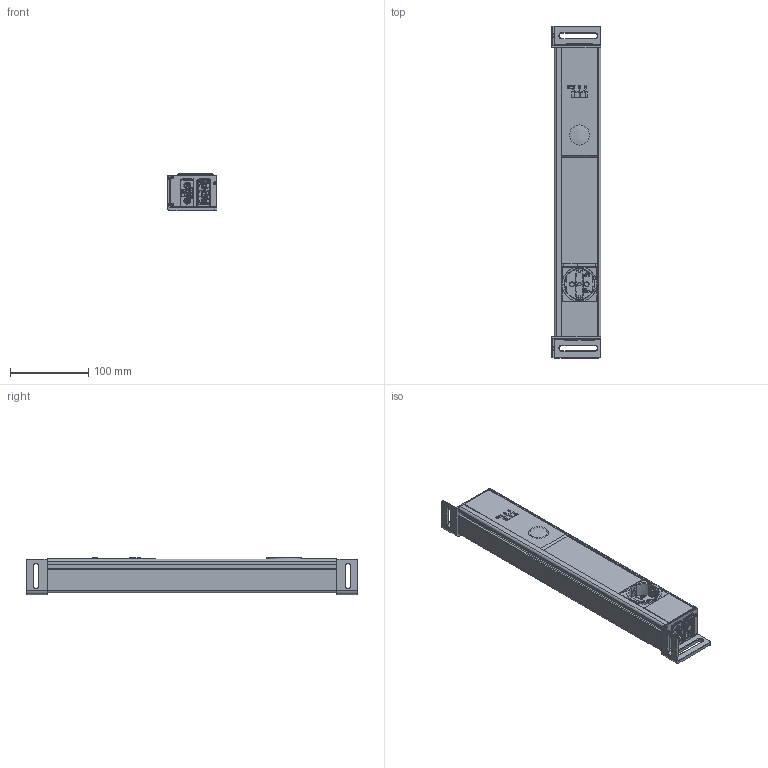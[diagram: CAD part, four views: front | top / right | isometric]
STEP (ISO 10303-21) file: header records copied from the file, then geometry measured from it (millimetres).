
FILE_DESCRIPTION(/* description */ (''),/* implementation_level */ '2;1');
FILE_NAME(/* name */ '110346_LED-A-325-ST-E-VK.stp',/* time_stamp */ '2022-10-14T17:43:55+02:00',/* author */ ('CAD'),/* organization */ (''),/* preprocessor_version */ 'ST-DEVELOPER v15.6',/* originating_system */ 'Autodesk Inventor 2015',/* authorisation */ '');
FILE_SCHEMA (('AUTOMOTIVE_DESIGN { 1 0 10303 214 3 1 1 }'));
Products named in the file (1): 110346_LED-A-325-ST-E-VK_Shrinkwrap_1
Bounding box: 64 x 425 x 47.7 mm (x, y, z)
Surface area: 181406.6 mm2 (no closed solid volume)
Topology: 0 solids, 99 shells, 2065 faces, 7048 edges, 5043 vertices
Faces by surface type: plane 1575, cylinder 365, bspline 62, cone 45, sphere 16, torus 2
Full cylindrical faces by diameter (mm): 2.797 x1, 2.8 x2, 5.5 x2, 36.995 x1
Entity records: 81863 total; most frequent: CARTESIAN_POINT 20541, ORIENTED_EDGE 12083, DIRECTION 11875, EDGE_CURVE 7021, LINE 5577, VECTOR 5577, VERTEX_POINT 5040, AXIS2_PLACEMENT_3D 3149
